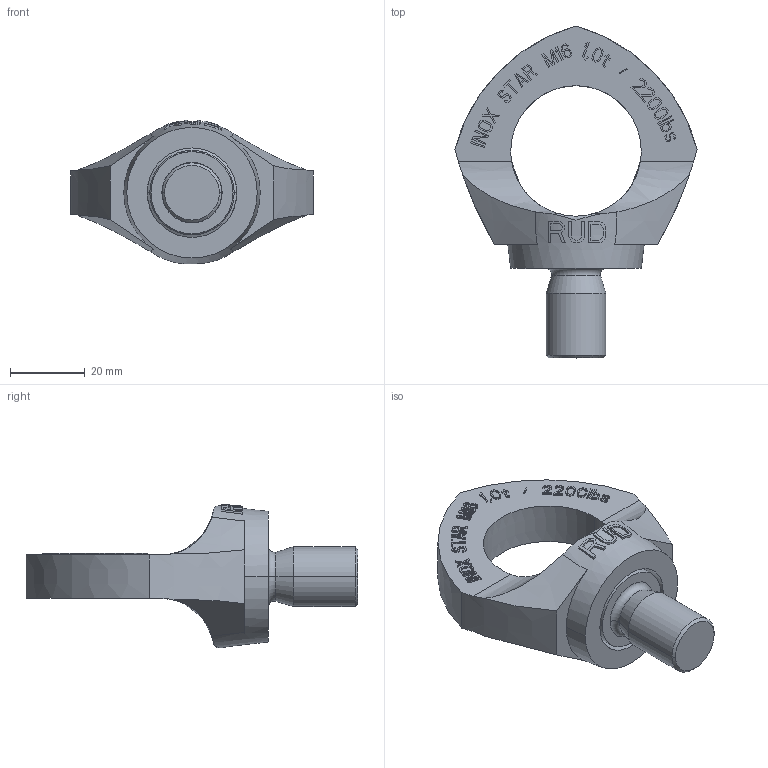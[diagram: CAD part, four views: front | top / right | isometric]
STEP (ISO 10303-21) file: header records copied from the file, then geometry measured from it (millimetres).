
FILE_DESCRIPTION((''),'2;1');
FILE_NAME('001-M31025-P-3_ASM','2007-08-23T',('Buehler'),('RAND'),'PRO/ENGINEER BY PARAMETRIC TECHNOLOGY CORPORATION, 2005030','PRO/ENGINEER BY PARAMETRIC TECHNOLOGY CORPORATION, 2005030','');
FILE_SCHEMA(('CONFIG_CONTROL_DESIGN'));
Length unit declared in the file: millimetre
Products named in the file (3): 001-M31025-P-2; 001-M31027-P-1; 001-M31025-P-3_ASM
Assembly tree (2 placements, depth 2):
  001-M31025-P-3_ASM
    001-M31025-P-2
    001-M31027-P-1
Bounding box: 64.96 x 89 x 38.54 mm (x, y, z)
Surface area: 15698 mm2 (no closed solid volume)
Topology: 0 solids, 0 shells, 746 faces, 4118 edges, 4116 vertices
Faces by surface type: bspline 740, torus 6
Entity records: 53295 total; most frequent: CARTESIAN_POINT 15435, DIRECTION 5726, TRIMMED_CURVE 5632, VECTOR 5560, LINE 5560, DEFINITIONAL_REPRESENTATION 4114, PCURVE 4114, COMPOSITE_CURVE_SEGMENT 4114
